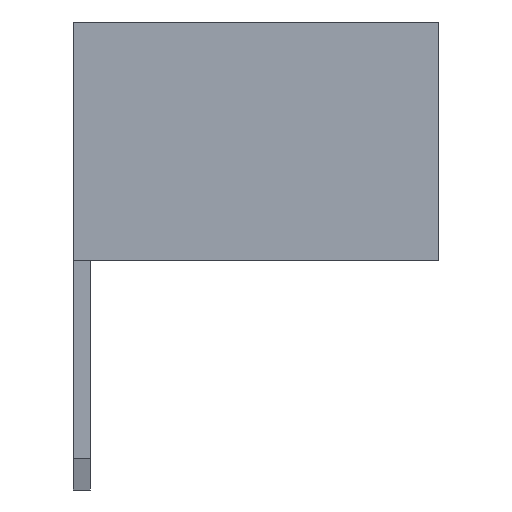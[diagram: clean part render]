
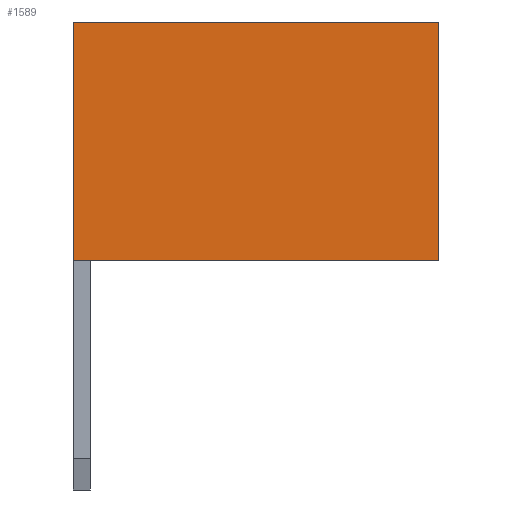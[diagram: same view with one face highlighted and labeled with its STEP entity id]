
A CAD part, left-side view. The second image highlights one B-rep face of the part: STEP entity #1589.
In plain terms, the highlighted planar face has unit normal (-1, 0, 0).
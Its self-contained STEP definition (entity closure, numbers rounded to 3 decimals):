
#1589=ADVANCED_FACE('',(#11113),#11115,.T.);
#11113=FACE_BOUND('',#11114,.T.);
#11114=EDGE_LOOP('',(#18731,#18732,#18733,#18734));
#11115=PLANE('',#11116);
#11116=AXIS2_PLACEMENT_3D('',#11117,#11118,#11119);
#11117=CARTESIAN_POINT('',(-1.,-4.2,0.));
#11118=DIRECTION('',(-1.,0.,0.));
#11119=DIRECTION('',(0.,0.,1.));
#18731=ORIENTED_EDGE('',*,*,#23985,.T.);
#18732=ORIENTED_EDGE('',*,*,#24268,.T.);
#18733=ORIENTED_EDGE('',*,*,#23846,.F.);
#18734=ORIENTED_EDGE('',*,*,#24267,.F.);
#23846=EDGE_CURVE('',#27066,#27068,#27069,.T.);
#23985=EDGE_CURVE('',#27264,#27265,#27266,.T.);
#24267=EDGE_CURVE('',#27264,#27066,#27733,.T.);
#24268=EDGE_CURVE('',#27265,#27068,#27734,.T.);
#27066=VERTEX_POINT('',#32460);
#27068=VERTEX_POINT('',#32464);
#27069=LINE('',#32465,#32466);
#27264=VERTEX_POINT('',#32938);
#27265=VERTEX_POINT('',#32939);
#27266=LINE('',#32940,#32941);
#27733=LINE('',#33971,#33972);
#27734=LINE('',#33974,#33975);
#32460=CARTESIAN_POINT('',(-1.,0.1,0.));
#32464=CARTESIAN_POINT('',(-1.,0.1,2.8));
#32465=CARTESIAN_POINT('',(-1.,0.1,0.));
#32466=VECTOR('',#32467,1.);
#32467=DIRECTION('',(0.,0.,1.));
#32938=CARTESIAN_POINT('',(-1.,-4.2,0.));
#32939=CARTESIAN_POINT('',(-1.,-4.2,2.8));
#32940=CARTESIAN_POINT('',(-1.,-4.2,0.));
#32941=VECTOR('',#32942,1.);
#32942=DIRECTION('',(0.,0.,1.));
#33971=CARTESIAN_POINT('',(-1.,-4.2,0.));
#33972=VECTOR('',#33973,1.);
#33973=DIRECTION('',(0.,1.,0.));
#33974=CARTESIAN_POINT('',(-1.,-4.2,2.8));
#33975=VECTOR('',#33976,1.);
#33976=DIRECTION('',(0.,1.,0.));
